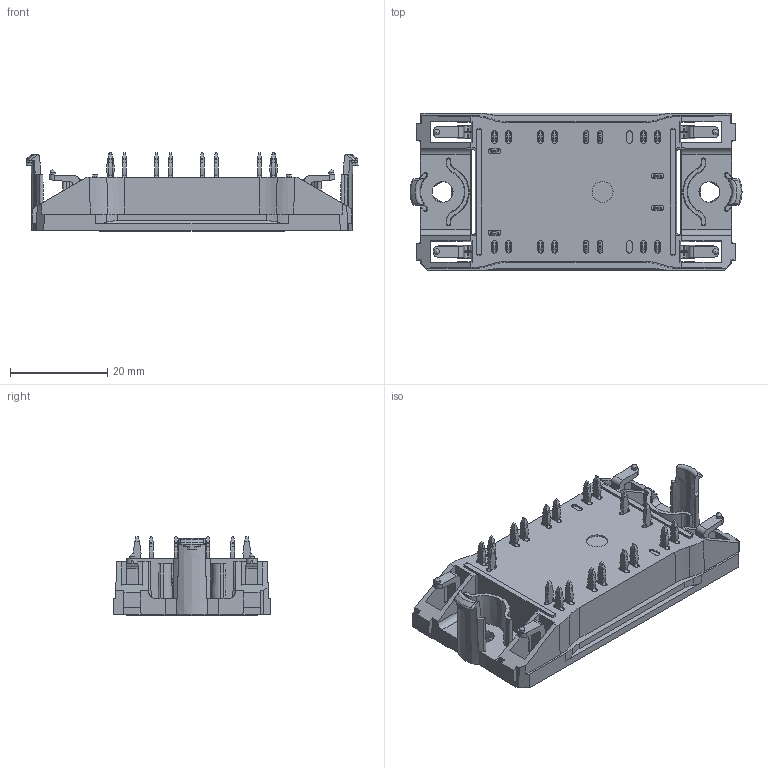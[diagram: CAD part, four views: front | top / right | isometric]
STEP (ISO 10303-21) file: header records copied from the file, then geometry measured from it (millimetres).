
FILE_DESCRIPTION( ( 'Unknown' ), '1' );
FILE_NAME( 'Flow0-2C12Y-M300(200)-01-OL.stp', 'Unknown', ( 'Unknown' ), ( 'Unknown' ), 'PSStep 17.0.49', 'Unknown', ' ' );
FILE_SCHEMA( ( 'AUTOMOTIVE_DESIGN { 1 0 10303 214 1 1 1 1 }' ) );
Length unit declared in the file: millimetre
Products named in the file (1): matrixcode
Bounding box: 68.4 x 32.5 x 16.23 mm (x, y, z)
Volume: 16791.1 mm3; surface area: 9175 mm2
Topology: 1 solids, 5 shells, 887 faces, 2455 edges, 1614 vertices
Faces by surface type: plane 588, cylinder 253, cone 34, bspline 4, torus 4, sphere 4
Full cylindrical faces by diameter (mm): 0.5 x4, 1.1 x4, 4.3 x1
Entity records: 35363 total; most frequent: CARTESIAN_POINT 5139, ORIENTED_EDGE 4860, DIRECTION 4794, EDGE_CURVE 2430, LINE 1770, VECTOR 1770, VERTEX_POINT 1610, AXIS2_PLACEMENT_3D 1512
